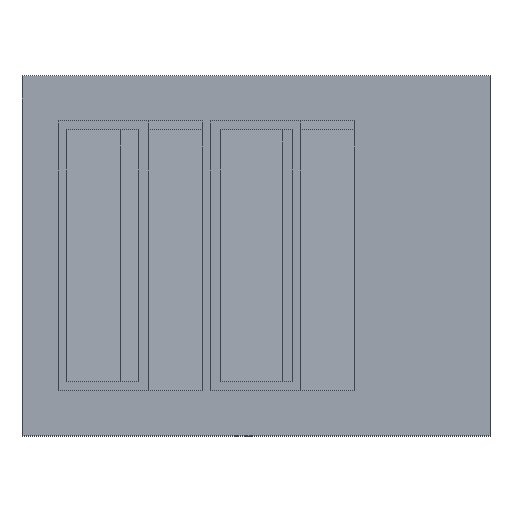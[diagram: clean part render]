
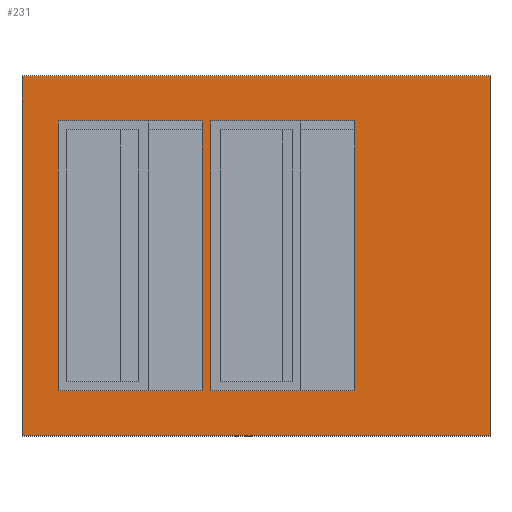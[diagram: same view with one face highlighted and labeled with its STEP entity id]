
A CAD part, top view. The second image highlights one B-rep face of the part: STEP entity #231.
In plain terms, the highlighted planar face has unit normal (0, 0, 1).
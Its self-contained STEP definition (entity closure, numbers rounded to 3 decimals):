
#76=CARTESIAN_POINT('',(232.863,170.021,8.));
#77=DIRECTION('',(0.,0.,-1.));
#78=DIRECTION('',(-1.,0.,0.));
#79=AXIS2_PLACEMENT_3D('',#76,#77,#78);
#80=PLANE('',#79);
#81=CARTESIAN_POINT('',(231.5,53.022,8.));
#82=VERTEX_POINT('',#81);
#83=CARTESIAN_POINT('',(231.5,93.022,8.));
#84=VERTEX_POINT('',#83);
#85=CARTESIAN_POINT('',(231.5,53.022,8.));
#86=DIRECTION('',(0.,1.,0.));
#87=VECTOR('',#86,40.);
#88=LINE('',#85,#87);
#89=EDGE_CURVE('',#82,#84,#88,.T.);
#90=ORIENTED_EDGE('',*,*,#89,.F.);
#91=CARTESIAN_POINT('',(283.5,53.022,8.));
#92=VERTEX_POINT('',#91);
#93=CARTESIAN_POINT('',(283.5,53.022,8.));
#94=DIRECTION('',(-1.,0.,0.));
#95=VECTOR('',#94,52.);
#96=LINE('',#93,#95);
#97=EDGE_CURVE('',#92,#82,#96,.T.);
#98=ORIENTED_EDGE('',*,*,#97,.F.);
#99=CARTESIAN_POINT('',(283.5,93.022,8.));
#100=VERTEX_POINT('',#99);
#101=CARTESIAN_POINT('',(283.5,93.022,8.));
#102=DIRECTION('',(0.,-1.,0.));
#103=VECTOR('',#102,40.);
#104=LINE('',#101,#103);
#105=EDGE_CURVE('',#100,#92,#104,.T.);
#106=ORIENTED_EDGE('',*,*,#105,.F.);
#107=CARTESIAN_POINT('',(231.5,93.022,8.));
#108=DIRECTION('',(1.,0.,-0.));
#109=VECTOR('',#108,52.);
#110=LINE('',#107,#109);
#111=EDGE_CURVE('',#84,#100,#110,.T.);
#112=ORIENTED_EDGE('',*,*,#111,.F.);
#113=EDGE_LOOP('',(#90,#98,#106,#112));
#114=FACE_BOUND('',#113,.T.);
#115=CARTESIAN_POINT('',(268.5,88.022,8.));
#116=VERTEX_POINT('',#115);
#117=CARTESIAN_POINT('',(258.5,88.022,8.));
#118=VERTEX_POINT('',#117);
#119=CARTESIAN_POINT('',(268.5,88.022,8.));
#120=DIRECTION('',(-1.,0.,0.));
#121=VECTOR('',#120,10.);
#122=LINE('',#119,#121);
#123=EDGE_CURVE('',#116,#118,#122,.T.);
#124=ORIENTED_EDGE('',*,*,#123,.F.);
#125=CARTESIAN_POINT('',(268.5,87.022,8.));
#126=VERTEX_POINT('',#125);
#127=CARTESIAN_POINT('',(268.5,87.022,8.));
#128=DIRECTION('',(0.,1.,0.));
#129=VECTOR('',#128,1.);
#130=LINE('',#127,#129);
#131=EDGE_CURVE('',#126,#116,#130,.T.);
#132=ORIENTED_EDGE('',*,*,#131,.F.);
#133=CARTESIAN_POINT('',(268.5,58.022,8.));
#134=VERTEX_POINT('',#133);
#135=CARTESIAN_POINT('',(268.5,58.022,8.));
#136=DIRECTION('',(0.,1.,0.));
#137=VECTOR('',#136,29.);
#138=LINE('',#135,#137);
#139=EDGE_CURVE('',#134,#126,#138,.T.);
#140=ORIENTED_EDGE('',*,*,#139,.F.);
#141=CARTESIAN_POINT('',(258.5,58.022,8.));
#142=VERTEX_POINT('',#141);
#143=CARTESIAN_POINT('',(258.5,58.022,8.));
#144=DIRECTION('',(1.,0.,-0.));
#145=VECTOR('',#144,10.);
#146=LINE('',#143,#145);
#147=EDGE_CURVE('',#142,#134,#146,.T.);
#148=ORIENTED_EDGE('',*,*,#147,.F.);
#149=CARTESIAN_POINT('',(258.5,87.022,8.));
#150=VERTEX_POINT('',#149);
#151=CARTESIAN_POINT('',(258.5,87.022,8.));
#152=DIRECTION('',(-0.,-1.,-0.));
#153=VECTOR('',#152,29.);
#154=LINE('',#151,#153);
#155=EDGE_CURVE('',#150,#142,#154,.T.);
#156=ORIENTED_EDGE('',*,*,#155,.F.);
#157=CARTESIAN_POINT('',(258.5,88.022,8.));
#158=DIRECTION('',(-0.,-1.,-0.));
#159=VECTOR('',#158,1.);
#160=LINE('',#157,#159);
#161=EDGE_CURVE('',#118,#150,#160,.T.);
#162=ORIENTED_EDGE('',*,*,#161,.F.);
#163=EDGE_LOOP('',(#124,#132,#140,#148,#156,#162));
#164=FACE_BOUND('',#163,.T.);
#165=CARTESIAN_POINT('',(241.5,58.022,8.));
#166=VERTEX_POINT('',#165);
#167=CARTESIAN_POINT('',(242.5,58.022,8.));
#168=VERTEX_POINT('',#167);
#169=CARTESIAN_POINT('',(241.5,58.022,8.));
#170=DIRECTION('',(1.,0.,-0.));
#171=VECTOR('',#170,1.);
#172=LINE('',#169,#171);
#173=EDGE_CURVE('',#166,#168,#172,.T.);
#174=ORIENTED_EDGE('',*,*,#173,.F.);
#175=CARTESIAN_POINT('',(241.5,87.022,8.));
#176=VERTEX_POINT('',#175);
#177=CARTESIAN_POINT('',(241.5,87.022,8.));
#178=DIRECTION('',(0.,-1.,0.));
#179=VECTOR('',#178,29.);
#180=LINE('',#177,#179);
#181=EDGE_CURVE('',#176,#166,#180,.T.);
#182=ORIENTED_EDGE('',*,*,#181,.F.);
#183=CARTESIAN_POINT('',(241.5,88.022,8.));
#184=VERTEX_POINT('',#183);
#185=CARTESIAN_POINT('',(241.5,88.022,8.));
#186=DIRECTION('',(0.,-1.,0.));
#187=VECTOR('',#186,1.);
#188=LINE('',#185,#187);
#189=EDGE_CURVE('',#184,#176,#188,.T.);
#190=ORIENTED_EDGE('',*,*,#189,.F.);
#191=CARTESIAN_POINT('',(242.5,88.022,8.));
#192=VERTEX_POINT('',#191);
#193=CARTESIAN_POINT('',(242.5,88.022,8.));
#194=DIRECTION('',(-1.,0.,0.));
#195=VECTOR('',#194,1.);
#196=LINE('',#193,#195);
#197=EDGE_CURVE('',#192,#184,#196,.T.);
#198=ORIENTED_EDGE('',*,*,#197,.F.);
#199=CARTESIAN_POINT('',(251.5,88.022,8.));
#200=VERTEX_POINT('',#199);
#201=CARTESIAN_POINT('',(242.5,88.022,8.));
#202=DIRECTION('',(1.,0.,-0.));
#203=VECTOR('',#202,9.);
#204=LINE('',#201,#203);
#205=EDGE_CURVE('',#192,#200,#204,.T.);
#206=ORIENTED_EDGE('',*,*,#205,.T.);
#207=CARTESIAN_POINT('',(251.5,87.022,8.));
#208=VERTEX_POINT('',#207);
#209=CARTESIAN_POINT('',(251.5,88.022,8.));
#210=DIRECTION('',(0.,-1.,0.));
#211=VECTOR('',#210,1.);
#212=LINE('',#209,#211);
#213=EDGE_CURVE('',#200,#208,#212,.T.);
#214=ORIENTED_EDGE('',*,*,#213,.T.);
#215=CARTESIAN_POINT('',(251.5,58.022,8.));
#216=VERTEX_POINT('',#215);
#217=CARTESIAN_POINT('',(251.5,87.022,8.));
#218=DIRECTION('',(0.,-1.,0.));
#219=VECTOR('',#218,29.);
#220=LINE('',#217,#219);
#221=EDGE_CURVE('',#208,#216,#220,.T.);
#222=ORIENTED_EDGE('',*,*,#221,.T.);
#223=CARTESIAN_POINT('',(251.5,58.022,8.));
#224=DIRECTION('',(-1.,0.,0.));
#225=VECTOR('',#224,9.);
#226=LINE('',#223,#225);
#227=EDGE_CURVE('',#216,#168,#226,.T.);
#228=ORIENTED_EDGE('',*,*,#227,.T.);
#229=EDGE_LOOP('',(#174,#182,#190,#198,#206,#214,#222,#228));
#230=FACE_BOUND('',#229,.T.);
#231=ADVANCED_FACE('',(#114,#164,#230),#80,.F.);
